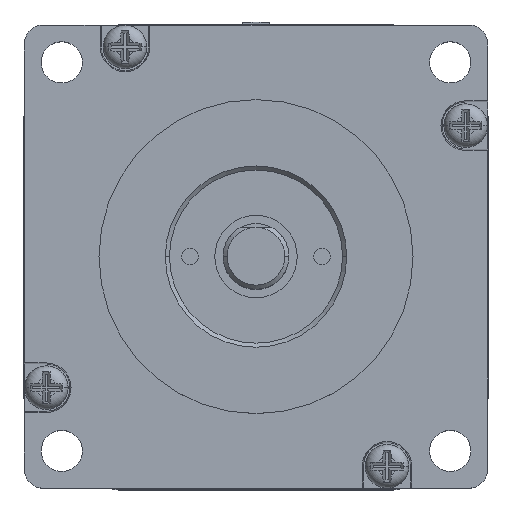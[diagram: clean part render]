
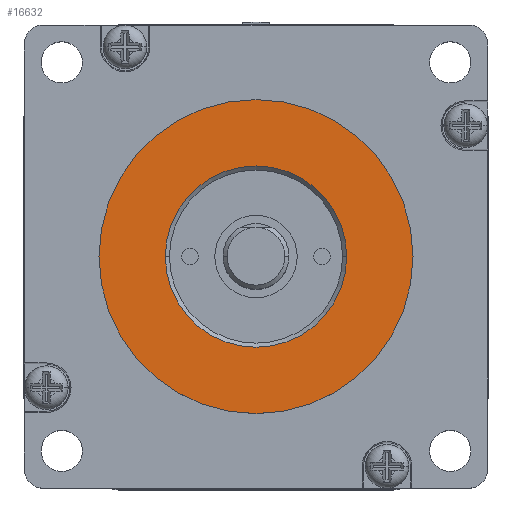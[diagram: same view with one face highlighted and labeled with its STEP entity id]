
A CAD part, top view. The second image highlights one B-rep face of the part: STEP entity #16632.
In plain terms, the highlighted planar face has unit normal (0, 0, 1).
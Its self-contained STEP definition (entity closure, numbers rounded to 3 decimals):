
#2271 = DIRECTION ( 'NONE',  ( 0., 0., 1. ) ) ;
#4360 = CARTESIAN_POINT ( 'NONE',  ( 0., 0., 1.6 ) ) ;
#5262 = CARTESIAN_POINT ( 'NONE',  ( -11., 0., 1.6 ) ) ;
#6868 = CIRCLE ( 'NONE', #107804, 11. ) ;
#10106 = CARTESIAN_POINT ( 'NONE',  ( 19.05, 0., 1.6 ) ) ;
#11792 = DIRECTION ( 'NONE',  ( 0., 0., 1. ) ) ;
#15277 = DIRECTION ( 'NONE',  ( 0., 0., 1. ) ) ;
#15929 = CIRCLE ( 'NONE', #81301, 11. ) ;
#16632 = ADVANCED_FACE ( 'NONE', ( #101533, #132631 ), #90390, .T. ) ;
#20827 = CARTESIAN_POINT ( 'NONE',  ( 0., 0., 1.6 ) ) ;
#25793 = ORIENTED_EDGE ( 'NONE', *, *, #109408, .T. ) ;
#37874 = EDGE_CURVE ( 'NONE', #91726, #70281, #15929, .T. ) ;
#41260 = DIRECTION ( 'NONE',  ( 0., 0., 1. ) ) ;
#41443 = DIRECTION ( 'NONE',  ( 1., 0., 0. ) ) ;
#42825 = CARTESIAN_POINT ( 'NONE',  ( 0., 0., 1.6 ) ) ;
#52190 = EDGE_LOOP ( 'NONE', ( #53889, #97301 ) ) ;
#52340 = EDGE_LOOP ( 'NONE', ( #55126, #25793 ) ) ;
#53889 = ORIENTED_EDGE ( 'NONE', *, *, #61465, .F. ) ;
#54662 = DIRECTION ( 'NONE',  ( 1., 0., 0. ) ) ;
#55126 = ORIENTED_EDGE ( 'NONE', *, *, #90032, .T. ) ;
#61465 = EDGE_CURVE ( 'NONE', #70281, #91726, #6868, .T. ) ;
#63676 = DIRECTION ( 'NONE',  ( 1., 0., 0. ) ) ;
#63863 = DIRECTION ( 'NONE',  ( 0., 0., 1. ) ) ;
#66603 = CARTESIAN_POINT ( 'NONE',  ( 0., 0., 1.6 ) ) ;
#70281 = VERTEX_POINT ( 'NONE', #73547 ) ;
#73547 = CARTESIAN_POINT ( 'NONE',  ( 11., 0., 1.6 ) ) ;
#81301 = AXIS2_PLACEMENT_3D ( 'NONE', #20827, #41260, #63676 ) ;
#85685 = VERTEX_POINT ( 'NONE', #92469 ) ;
#89483 = CIRCLE ( 'NONE', #91684, 19.05 ) ;
#90032 = EDGE_CURVE ( 'NONE', #85685, #125748, #95967, .T. ) ;
#90390 = PLANE ( 'NONE',  #96669 ) ;
#91684 = AXIS2_PLACEMENT_3D ( 'NONE', #42825, #63863, #41443 ) ;
#91726 = VERTEX_POINT ( 'NONE', #5262 ) ;
#92469 = CARTESIAN_POINT ( 'NONE',  ( -19.05, 0., 1.6 ) ) ;
#95967 = CIRCLE ( 'NONE', #138671, 19.05 ) ;
#96669 = AXIS2_PLACEMENT_3D ( 'NONE', #122063, #15277, #110040 ) ;
#97301 = ORIENTED_EDGE ( 'NONE', *, *, #37874, .F. ) ;
#101533 = FACE_BOUND ( 'NONE', #52190, .T. ) ;
#107804 = AXIS2_PLACEMENT_3D ( 'NONE', #66603, #11792, #54662 ) ;
#109408 = EDGE_CURVE ( 'NONE', #125748, #85685, #89483, .T. ) ;
#110040 = DIRECTION ( 'NONE',  ( 1., 0., 0. ) ) ;
#122063 = CARTESIAN_POINT ( 'NONE',  ( 0., 0., 1.6 ) ) ;
#122445 = DIRECTION ( 'NONE',  ( 1., 0., 0. ) ) ;
#125748 = VERTEX_POINT ( 'NONE', #10106 ) ;
#132631 = FACE_OUTER_BOUND ( 'NONE', #52340, .T. ) ;
#138671 = AXIS2_PLACEMENT_3D ( 'NONE', #4360, #2271, #122445 ) ;
